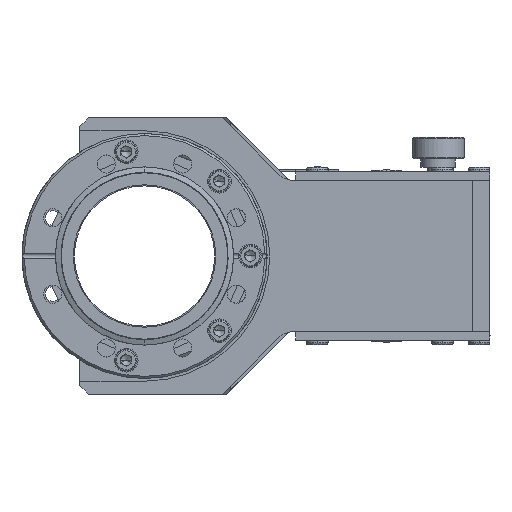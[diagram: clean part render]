
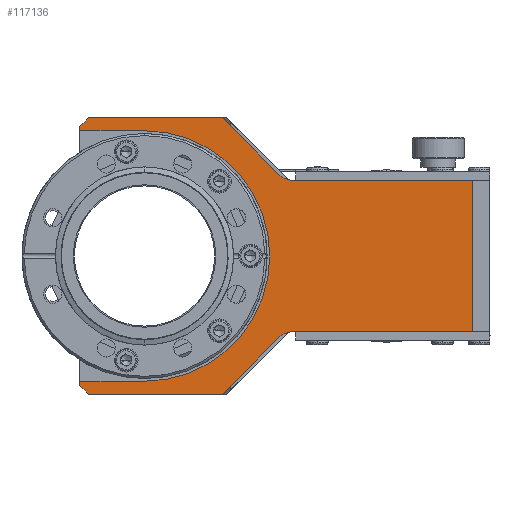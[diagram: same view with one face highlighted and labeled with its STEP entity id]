
A CAD part, front view. The second image highlights one B-rep face of the part: STEP entity #117136.
In plain terms, the highlighted planar face has unit normal (0, -1, 0).
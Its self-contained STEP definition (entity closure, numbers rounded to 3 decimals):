
#909 = CARTESIAN_POINT ( 'NONE',  ( -26., 0., 64. ) ) ;
#1207 = CARTESIAN_POINT ( 'NONE',  ( 69.142, 0., -35. ) ) ;
#1381 = LINE ( 'NONE', #16067, #42937 ) ;
#1585 = CARTESIAN_POINT ( 'NONE',  ( 36., 0., 64. ) ) ;
#3025 = LINE ( 'NONE', #74326, #201185 ) ;
#5373 = DIRECTION ( 'NONE',  ( 0., 0., -1. ) ) ;
#8905 = DIRECTION ( 'NONE',  ( 0., 0., -1. ) ) ;
#9158 = LINE ( 'NONE', #184428, #92221 ) ;
#12744 = CARTESIAN_POINT ( 'NONE',  ( 62.071, 0., -37.929 ) ) ;
#13354 = EDGE_CURVE ( 'NONE', #36247, #184564, #9158, .T. ) ;
#14352 = CARTESIAN_POINT ( 'NONE',  ( -30., 0., 60. ) ) ;
#16067 = CARTESIAN_POINT ( 'NONE',  ( -26., 0., -64. ) ) ;
#17513 = DIRECTION ( 'NONE',  ( 0., -1., 0. ) ) ;
#17633 = LINE ( 'NONE', #909, #95772 ) ;
#17801 = VECTOR ( 'NONE', #91556, 1000. ) ;
#19561 = DIRECTION ( 'NONE',  ( 1., 0., 0. ) ) ;
#21214 = LINE ( 'NONE', #128191, #104277 ) ;
#22645 = VERTEX_POINT ( 'NONE', #116377 ) ;
#29121 = AXIS2_PLACEMENT_3D ( 'NONE', #192763, #98871, #5373 ) ;
#29554 = EDGE_CURVE ( 'NONE', #193385, #177553, #30429, .T. ) ;
#30429 = LINE ( 'NONE', #194294, #108634 ) ;
#32553 = PLANE ( 'NONE',  #138355 ) ;
#33900 = VERTEX_POINT ( 'NONE', #1585 ) ;
#35409 = ORIENTED_EDGE ( 'NONE', *, *, #151309, .T. ) ;
#36247 = VERTEX_POINT ( 'NONE', #1207 ) ;
#36256 = ORIENTED_EDGE ( 'NONE', *, *, #185437, .T. ) ;
#36584 = LINE ( 'NONE', #128620, #198077 ) ;
#39718 = LINE ( 'NONE', #202436, #17801 ) ;
#40667 = ORIENTED_EDGE ( 'NONE', *, *, #70521, .T. ) ;
#40772 = VECTOR ( 'NONE', #144477, 1000. ) ;
#41217 = AXIS2_PLACEMENT_3D ( 'NONE', #196264, #102440, #8905 ) ;
#42937 = VECTOR ( 'NONE', #19561, 1000. ) ;
#50301 = CARTESIAN_POINT ( 'NONE',  ( 36., 0., -64. ) ) ;
#51234 = VECTOR ( 'NONE', #55357, 1000. ) ;
#51399 = DIRECTION ( 'NONE',  ( 0., 0., -1. ) ) ;
#52417 = VECTOR ( 'NONE', #123672, 1000. ) ;
#53641 = ORIENTED_EDGE ( 'NONE', *, *, #13354, .T. ) ;
#55357 = DIRECTION ( 'NONE',  ( 1., 0., 0. ) ) ;
#56109 = LINE ( 'NONE', #86787, #51234 ) ;
#58678 = DIRECTION ( 'NONE',  ( -0.707, 0., 0.707 ) ) ;
#61244 = EDGE_CURVE ( 'NONE', #133984, #33900, #3025, .T. ) ;
#63545 = ORIENTED_EDGE ( 'NONE', *, *, #132354, .T. ) ;
#65586 = VECTOR ( 'NONE', #66293, 1000. ) ;
#66293 = DIRECTION ( 'NONE',  ( 0., 0., 1. ) ) ;
#68237 = CARTESIAN_POINT ( 'NONE',  ( 62.071, 0., 37.929 ) ) ;
#70521 = EDGE_CURVE ( 'NONE', #177553, #149539, #56109, .T. ) ;
#74326 = CARTESIAN_POINT ( 'NONE',  ( 36., 0., 64. ) ) ;
#80431 = ORIENTED_EDGE ( 'NONE', *, *, #150185, .T. ) ;
#82337 = LINE ( 'NONE', #191134, #40772 ) ;
#85219 = EDGE_CURVE ( 'NONE', #184564, #139155, #148763, .T. ) ;
#86787 = CARTESIAN_POINT ( 'NONE',  ( 69.142, 0., 58. ) ) ;
#89360 = CARTESIAN_POINT ( 'NONE',  ( -26., 0., -64. ) ) ;
#89492 = CARTESIAN_POINT ( 'NONE',  ( 0., 0., 0. ) ) ;
#91556 = DIRECTION ( 'NONE',  ( 0.707, 0., 0.707 ) ) ;
#92221 = VECTOR ( 'NONE', #167966, 1000. ) ;
#95772 = VECTOR ( 'NONE', #125956, 1000. ) ;
#96441 = CIRCLE ( 'NONE', #202738, 58. ) ;
#98871 = DIRECTION ( 'NONE',  ( 0., 1., 0. ) ) ;
#100688 = EDGE_LOOP ( 'NONE', ( #63545, #142187, #40667, #80431, #140763, #128703, #193105, #123231, #36256, #164355, #53641, #198079, #167383, #167706, #136861, #35409 ) ) ;
#102440 = DIRECTION ( 'NONE',  ( 0., 1., 0. ) ) ;
#104277 = VECTOR ( 'NONE', #144623, 1000. ) ;
#104707 = CARTESIAN_POINT ( 'NONE',  ( -26., 0., 64. ) ) ;
#105224 = DIRECTION ( 'NONE',  ( 0., 0., -1. ) ) ;
#108634 = VECTOR ( 'NONE', #149054, 1000. ) ;
#110620 = VERTEX_POINT ( 'NONE', #50301 ) ;
#111079 = CARTESIAN_POINT ( 'NONE',  ( 69.142, 0., 45. ) ) ;
#114619 = CARTESIAN_POINT ( 'NONE',  ( 69.142, 0., 35. ) ) ;
#116377 = CARTESIAN_POINT ( 'NONE',  ( -30., 0., -58. ) ) ;
#117136 = ADVANCED_FACE ( 'NONE', ( #189776 ), #32553, .T. ) ;
#120158 = CARTESIAN_POINT ( 'NONE',  ( 0., 0., -58. ) ) ;
#121502 = CIRCLE ( 'NONE', #29121, 10. ) ;
#122567 = EDGE_CURVE ( 'NONE', #22645, #129683, #36584, .T. ) ;
#123231 = ORIENTED_EDGE ( 'NONE', *, *, #134367, .T. ) ;
#123672 = DIRECTION ( 'NONE',  ( -0.707, 0., -0.707 ) ) ;
#125956 = DIRECTION ( 'NONE',  ( -1., 0., 0. ) ) ;
#126851 = DIRECTION ( 'NONE',  ( 0., 0., -1. ) ) ;
#128191 = CARTESIAN_POINT ( 'NONE',  ( -30., 0., -60. ) ) ;
#128620 = CARTESIAN_POINT ( 'NONE',  ( -30., 0., -60. ) ) ;
#128703 = ORIENTED_EDGE ( 'NONE', *, *, #122567, .T. ) ;
#129602 = CARTESIAN_POINT ( 'NONE',  ( 152., 0., -35. ) ) ;
#129683 = VERTEX_POINT ( 'NONE', #177061 ) ;
#131970 = CARTESIAN_POINT ( 'NONE',  ( 69.142, 0., -58. ) ) ;
#132354 = EDGE_CURVE ( 'NONE', #182615, #193385, #172342, .T. ) ;
#133955 = EDGE_CURVE ( 'NONE', #173754, #36247, #121502, .T. ) ;
#133977 = VERTEX_POINT ( 'NONE', #114619 ) ;
#133984 = VERTEX_POINT ( 'NONE', #68237 ) ;
#134367 = EDGE_CURVE ( 'NONE', #184398, #110620, #1381, .T. ) ;
#136861 = ORIENTED_EDGE ( 'NONE', *, *, #61244, .T. ) ;
#138355 = AXIS2_PLACEMENT_3D ( 'NONE', #111079, #17513, #126851 ) ;
#139155 = VERTEX_POINT ( 'NONE', #192375 ) ;
#140649 = CARTESIAN_POINT ( 'NONE',  ( -30., 0., 60. ) ) ;
#140763 = ORIENTED_EDGE ( 'NONE', *, *, #154359, .T. ) ;
#142187 = ORIENTED_EDGE ( 'NONE', *, *, #29554, .T. ) ;
#144030 = CARTESIAN_POINT ( 'NONE',  ( 0., 0., 58. ) ) ;
#144477 = DIRECTION ( 'NONE',  ( -1., 0., 0. ) ) ;
#144623 = DIRECTION ( 'NONE',  ( 0.707, 0., -0.707 ) ) ;
#147711 = DIRECTION ( 'NONE',  ( -1., 0., 0. ) ) ;
#148763 = LINE ( 'NONE', #159874, #65586 ) ;
#149054 = DIRECTION ( 'NONE',  ( 0., 0., -1. ) ) ;
#149539 = VERTEX_POINT ( 'NONE', #144030 ) ;
#150185 = EDGE_CURVE ( 'NONE', #149539, #175184, #96441, .T. ) ;
#151309 = EDGE_CURVE ( 'NONE', #33900, #182615, #17633, .T. ) ;
#154359 = EDGE_CURVE ( 'NONE', #175184, #22645, #181540, .T. ) ;
#159874 = CARTESIAN_POINT ( 'NONE',  ( 152., 0., -35. ) ) ;
#164355 = ORIENTED_EDGE ( 'NONE', *, *, #133955, .T. ) ;
#164805 = EDGE_CURVE ( 'NONE', #139155, #133977, #82337, .T. ) ;
#165466 = CIRCLE ( 'NONE', #41217, 10. ) ;
#167383 = ORIENTED_EDGE ( 'NONE', *, *, #164805, .T. ) ;
#167706 = ORIENTED_EDGE ( 'NONE', *, *, #181959, .T. ) ;
#167966 = DIRECTION ( 'NONE',  ( 1., 0., 0. ) ) ;
#170815 = EDGE_CURVE ( 'NONE', #129683, #184398, #21214, .T. ) ;
#172342 = LINE ( 'NONE', #14352, #52417 ) ;
#173754 = VERTEX_POINT ( 'NONE', #12744 ) ;
#175184 = VERTEX_POINT ( 'NONE', #120158 ) ;
#176668 = VECTOR ( 'NONE', #147711, 1000. ) ;
#177061 = CARTESIAN_POINT ( 'NONE',  ( -30., 0., -60. ) ) ;
#177553 = VERTEX_POINT ( 'NONE', #187265 ) ;
#181540 = LINE ( 'NONE', #131970, #176668 ) ;
#181959 = EDGE_CURVE ( 'NONE', #133977, #133984, #165466, .T. ) ;
#182615 = VERTEX_POINT ( 'NONE', #104707 ) ;
#184398 = VERTEX_POINT ( 'NONE', #89360 ) ;
#184428 = CARTESIAN_POINT ( 'NONE',  ( 69.142, 0., -35. ) ) ;
#184564 = VERTEX_POINT ( 'NONE', #129602 ) ;
#185437 = EDGE_CURVE ( 'NONE', #110620, #173754, #39718, .T. ) ;
#187265 = CARTESIAN_POINT ( 'NONE',  ( -30., 0., 58. ) ) ;
#189776 = FACE_OUTER_BOUND ( 'NONE', #100688, .T. ) ;
#191134 = CARTESIAN_POINT ( 'NONE',  ( 69.142, 0., 35. ) ) ;
#192375 = CARTESIAN_POINT ( 'NONE',  ( 152., 0., 35. ) ) ;
#192763 = CARTESIAN_POINT ( 'NONE',  ( 69.142, 0., -45. ) ) ;
#193105 = ORIENTED_EDGE ( 'NONE', *, *, #170815, .T. ) ;
#193385 = VERTEX_POINT ( 'NONE', #140649 ) ;
#194294 = CARTESIAN_POINT ( 'NONE',  ( -30., 0., 41. ) ) ;
#196264 = CARTESIAN_POINT ( 'NONE',  ( 69.142, 0., 45. ) ) ;
#198077 = VECTOR ( 'NONE', #51399, 1000. ) ;
#198079 = ORIENTED_EDGE ( 'NONE', *, *, #85219, .T. ) ;
#198983 = DIRECTION ( 'NONE',  ( 0., 1., 0. ) ) ;
#201185 = VECTOR ( 'NONE', #58678, 1000. ) ;
#202436 = CARTESIAN_POINT ( 'NONE',  ( 36., 0., -64. ) ) ;
#202738 = AXIS2_PLACEMENT_3D ( 'NONE', #89492, #198983, #105224 ) ;
